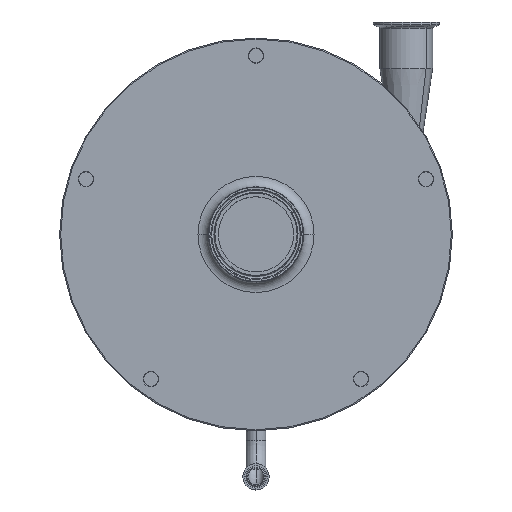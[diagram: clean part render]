
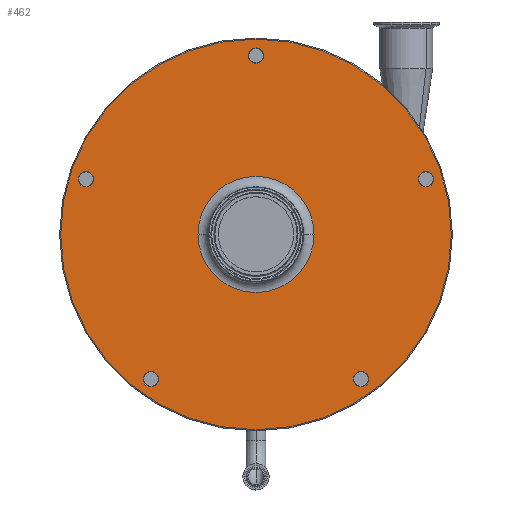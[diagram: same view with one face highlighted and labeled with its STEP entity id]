
A CAD part, top view. The second image highlights one B-rep face of the part: STEP entity #462.
In plain terms, the highlighted planar face has unit normal (0, 0, 1).
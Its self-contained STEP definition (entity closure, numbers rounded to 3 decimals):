
#69 = DIRECTION ( 'NONE',  ( 0., -1., 0. ) ) ;
#105 = EDGE_CURVE ( 'NONE', #5116, #1078, #2573, .T. ) ;
#121 = VERTEX_POINT ( 'NONE', #4743 ) ;
#227 = DIRECTION ( 'NONE',  ( 0., -1., 0. ) ) ;
#271 = AXIS2_PLACEMENT_3D ( 'NONE', #536, #466, #574 ) ;
#339 = ORIENTED_EDGE ( 'NONE', *, *, #543, .F. ) ;
#462 = ADVANCED_FACE ( 'NONE', ( #4057, #6281, #1235, #3512, #5728, #695, #4652 ), #6880, .F. ) ;
#466 = DIRECTION ( 'NONE',  ( 0., 0., 1. ) ) ;
#493 = AXIS2_PLACEMENT_3D ( 'NONE', #1110, #2791, #4573 ) ;
#536 = CARTESIAN_POINT ( 'NONE',  ( 0., 0., 29.5 ) ) ;
#543 = EDGE_CURVE ( 'NONE', #121, #5646, #6579, .T. ) ;
#572 = CARTESIAN_POINT ( 'NONE',  ( -56., 0., 29.5 ) ) ;
#574 = DIRECTION ( 'NONE',  ( -1., 0., 0. ) ) ;
#584 = ORIENTED_EDGE ( 'NONE', *, *, #105, .T. ) ;
#662 = CIRCLE ( 'NONE', #1487, 7.5 ) ;
#678 = CARTESIAN_POINT ( 'NONE',  ( 0., 0., 29.5 ) ) ;
#695 = FACE_OUTER_BOUND ( 'NONE', #3888, .T. ) ;
#707 = ORIENTED_EDGE ( 'NONE', *, *, #2463, .F. ) ;
#728 = ORIENTED_EDGE ( 'NONE', *, *, #4476, .F. ) ;
#873 = CARTESIAN_POINT ( 'NONE',  ( 101.393, -147.055, 29.5 ) ) ;
#1078 = VERTEX_POINT ( 'NONE', #572 ) ;
#1110 = CARTESIAN_POINT ( 'NONE',  ( 101.393, -139.555, 29.5 ) ) ;
#1119 = ORIENTED_EDGE ( 'NONE', *, *, #6702, .F. ) ;
#1146 = DIRECTION ( 'NONE',  ( 0., -1., 0. ) ) ;
#1199 = CARTESIAN_POINT ( 'NONE',  ( -101.393, -139.555, 29.5 ) ) ;
#1235 = FACE_BOUND ( 'NONE', #3144, .T. ) ;
#1270 = DIRECTION ( 'NONE',  ( 0., 0., -1. ) ) ;
#1390 = DIRECTION ( 'NONE',  ( -1., 0., 0. ) ) ;
#1417 = VERTEX_POINT ( 'NONE', #6024 ) ;
#1468 = AXIS2_PLACEMENT_3D ( 'NONE', #3340, #6759, #1146 ) ;
#1487 = AXIS2_PLACEMENT_3D ( 'NONE', #1199, #2358, #2917 ) ;
#1554 = ORIENTED_EDGE ( 'NONE', *, *, #2894, .T. ) ;
#1770 = DIRECTION ( 'NONE',  ( 0., 0., 1. ) ) ;
#1786 = EDGE_CURVE ( 'NONE', #2396, #4634, #3677, .T. ) ;
#1828 = CARTESIAN_POINT ( 'NONE',  ( 0., 189.5, 29.5 ) ) ;
#1854 = VERTEX_POINT ( 'NONE', #3889 ) ;
#1870 = DIRECTION ( 'NONE',  ( 0., 0., 1. ) ) ;
#1998 = EDGE_LOOP ( 'NONE', ( #6292, #584 ) ) ;
#2006 = AXIS2_PLACEMENT_3D ( 'NONE', #6572, #3689, #2100 ) ;
#2051 = CIRCLE ( 'NONE', #6144, 188.5 ) ;
#2100 = DIRECTION ( 'NONE',  ( 1., 0., 0. ) ) ;
#2282 = CIRCLE ( 'NONE', #4193, 7.5 ) ;
#2294 = EDGE_LOOP ( 'NONE', ( #2677, #1119 ) ) ;
#2296 = CARTESIAN_POINT ( 'NONE',  ( 0., 0., 29.5 ) ) ;
#2346 = DIRECTION ( 'NONE',  ( 0., 0., 1. ) ) ;
#2358 = DIRECTION ( 'NONE',  ( 0., 0., 1. ) ) ;
#2371 = EDGE_LOOP ( 'NONE', ( #728, #3088 ) ) ;
#2373 = DIRECTION ( 'NONE',  ( -1., 0., 0. ) ) ;
#2396 = VERTEX_POINT ( 'NONE', #2983 ) ;
#2398 = DIRECTION ( 'NONE',  ( 0., 0., 1. ) ) ;
#2402 = AXIS2_PLACEMENT_3D ( 'NONE', #6226, #5792, #4523 ) ;
#2463 = EDGE_CURVE ( 'NONE', #5445, #5911, #6122, .T. ) ;
#2540 = AXIS2_PLACEMENT_3D ( 'NONE', #2900, #1770, #6900 ) ;
#2573 = CIRCLE ( 'NONE', #5856, 56. ) ;
#2677 = ORIENTED_EDGE ( 'NONE', *, *, #3954, .F. ) ;
#2684 = CARTESIAN_POINT ( 'NONE',  ( 0., 0., 29.5 ) ) ;
#2760 = CIRCLE ( 'NONE', #2540, 7.5 ) ;
#2791 = DIRECTION ( 'NONE',  ( 0., 0., 1. ) ) ;
#2868 = CARTESIAN_POINT ( 'NONE',  ( 101.393, -139.555, 29.5 ) ) ;
#2894 = EDGE_CURVE ( 'NONE', #5708, #5582, #2051, .T. ) ;
#2900 = CARTESIAN_POINT ( 'NONE',  ( 164.057, 53.305, 29.5 ) ) ;
#2917 = DIRECTION ( 'NONE',  ( 0., -1., 0. ) ) ;
#2929 = DIRECTION ( 'NONE',  ( 0., 0., -1. ) ) ;
#2983 = CARTESIAN_POINT ( 'NONE',  ( 101.393, -132.055, 29.5 ) ) ;
#3088 = ORIENTED_EDGE ( 'NONE', *, *, #3422, .F. ) ;
#3144 = EDGE_LOOP ( 'NONE', ( #4238, #5233 ) ) ;
#3340 = CARTESIAN_POINT ( 'NONE',  ( -101.393, -139.555, 29.5 ) ) ;
#3422 = EDGE_CURVE ( 'NONE', #1417, #1854, #4663, .T. ) ;
#3454 = AXIS2_PLACEMENT_3D ( 'NONE', #5690, #6945, #227 ) ;
#3475 = CARTESIAN_POINT ( 'NONE',  ( -164.057, 53.305, 29.5 ) ) ;
#3499 = EDGE_CURVE ( 'NONE', #4634, #2396, #2282, .T. ) ;
#3512 = FACE_BOUND ( 'NONE', #2294, .T. ) ;
#3602 = CARTESIAN_POINT ( 'NONE',  ( -7.5, 172.5, 29.5 ) ) ;
#3677 = CIRCLE ( 'NONE', #493, 7.5 ) ;
#3689 = DIRECTION ( 'NONE',  ( 0., 0., 1. ) ) ;
#3888 = EDGE_LOOP ( 'NONE', ( #4736, #1554 ) ) ;
#3889 = CARTESIAN_POINT ( 'NONE',  ( -101.393, -147.055, 29.5 ) ) ;
#3912 = CARTESIAN_POINT ( 'NONE',  ( 56., 0., 29.5 ) ) ;
#3954 = EDGE_CURVE ( 'NONE', #4716, #5394, #2760, .T. ) ;
#3959 = AXIS2_PLACEMENT_3D ( 'NONE', #3475, #2398, #5695 ) ;
#3984 = CARTESIAN_POINT ( 'NONE',  ( -164.057, 60.805, 29.5 ) ) ;
#4028 = DIRECTION ( 'NONE',  ( -1., 0., 0. ) ) ;
#4057 = FACE_BOUND ( 'NONE', #6545, .T. ) ;
#4193 = AXIS2_PLACEMENT_3D ( 'NONE', #2868, #2346, #69 ) ;
#4238 = ORIENTED_EDGE ( 'NONE', *, *, #3499, .F. ) ;
#4262 = CIRCLE ( 'NONE', #271, 188.5 ) ;
#4476 = EDGE_CURVE ( 'NONE', #1854, #1417, #662, .T. ) ;
#4509 = DIRECTION ( 'NONE',  ( 0., 0., 1. ) ) ;
#4520 = CARTESIAN_POINT ( 'NONE',  ( 164.057, 45.805, 29.5 ) ) ;
#4523 = DIRECTION ( 'NONE',  ( 1., 0., 0. ) ) ;
#4555 = EDGE_CURVE ( 'NONE', #5911, #5445, #6174, .T. ) ;
#4573 = DIRECTION ( 'NONE',  ( 0., -1., 0. ) ) ;
#4634 = VERTEX_POINT ( 'NONE', #873 ) ;
#4652 = FACE_BOUND ( 'NONE', #1998, .T. ) ;
#4663 = CIRCLE ( 'NONE', #1468, 7.5 ) ;
#4716 = VERTEX_POINT ( 'NONE', #4520 ) ;
#4728 = CARTESIAN_POINT ( 'NONE',  ( 164.057, 60.805, 29.5 ) ) ;
#4729 = DIRECTION ( 'NONE',  ( 0., -1., 0. ) ) ;
#4736 = ORIENTED_EDGE ( 'NONE', *, *, #4739, .T. ) ;
#4739 = EDGE_CURVE ( 'NONE', #5582, #5708, #4262, .T. ) ;
#4743 = CARTESIAN_POINT ( 'NONE',  ( 7.5, 172.5, 29.5 ) ) ;
#4755 = ORIENTED_EDGE ( 'NONE', *, *, #5535, .F. ) ;
#5116 = VERTEX_POINT ( 'NONE', #3912 ) ;
#5233 = ORIENTED_EDGE ( 'NONE', *, *, #1786, .F. ) ;
#5255 = CIRCLE ( 'NONE', #6755, 56. ) ;
#5369 = AXIS2_PLACEMENT_3D ( 'NONE', #6920, #1870, #4729 ) ;
#5394 = VERTEX_POINT ( 'NONE', #4728 ) ;
#5445 = VERTEX_POINT ( 'NONE', #5849 ) ;
#5535 = EDGE_CURVE ( 'NONE', #5646, #121, #5671, .T. ) ;
#5569 = ORIENTED_EDGE ( 'NONE', *, *, #4555, .F. ) ;
#5582 = VERTEX_POINT ( 'NONE', #5642 ) ;
#5642 = CARTESIAN_POINT ( 'NONE',  ( -188.5, 0., 29.5 ) ) ;
#5646 = VERTEX_POINT ( 'NONE', #3602 ) ;
#5671 = CIRCLE ( 'NONE', #2402, 7.5 ) ;
#5690 = CARTESIAN_POINT ( 'NONE',  ( -164.057, 53.305, 29.5 ) ) ;
#5695 = DIRECTION ( 'NONE',  ( 0., -1., 0. ) ) ;
#5708 = VERTEX_POINT ( 'NONE', #7042 ) ;
#5728 = FACE_BOUND ( 'NONE', #7236, .T. ) ;
#5759 = AXIS2_PLACEMENT_3D ( 'NONE', #1828, #1270, #5764 ) ;
#5764 = DIRECTION ( 'NONE',  ( -1., 0., 0. ) ) ;
#5792 = DIRECTION ( 'NONE',  ( 0., 0., 1. ) ) ;
#5849 = CARTESIAN_POINT ( 'NONE',  ( -164.057, 45.805, 29.5 ) ) ;
#5856 = AXIS2_PLACEMENT_3D ( 'NONE', #678, #2929, #2373 ) ;
#5911 = VERTEX_POINT ( 'NONE', #3984 ) ;
#5980 = DIRECTION ( 'NONE',  ( 0., 0., -1. ) ) ;
#6024 = CARTESIAN_POINT ( 'NONE',  ( -101.393, -132.055, 29.5 ) ) ;
#6122 = CIRCLE ( 'NONE', #3454, 7.5 ) ;
#6136 = EDGE_CURVE ( 'NONE', #1078, #5116, #5255, .T. ) ;
#6144 = AXIS2_PLACEMENT_3D ( 'NONE', #2296, #4509, #4028 ) ;
#6174 = CIRCLE ( 'NONE', #3959, 7.5 ) ;
#6226 = CARTESIAN_POINT ( 'NONE',  ( 0., 172.5, 29.5 ) ) ;
#6281 = FACE_BOUND ( 'NONE', #2371, .T. ) ;
#6292 = ORIENTED_EDGE ( 'NONE', *, *, #6136, .T. ) ;
#6404 = CIRCLE ( 'NONE', #5369, 7.5 ) ;
#6545 = EDGE_LOOP ( 'NONE', ( #707, #5569 ) ) ;
#6572 = CARTESIAN_POINT ( 'NONE',  ( 0., 172.5, 29.5 ) ) ;
#6579 = CIRCLE ( 'NONE', #2006, 7.5 ) ;
#6702 = EDGE_CURVE ( 'NONE', #5394, #4716, #6404, .T. ) ;
#6755 = AXIS2_PLACEMENT_3D ( 'NONE', #2684, #5980, #1390 ) ;
#6759 = DIRECTION ( 'NONE',  ( 0., 0., 1. ) ) ;
#6880 = PLANE ( 'NONE',  #5759 ) ;
#6900 = DIRECTION ( 'NONE',  ( 0., -1., 0. ) ) ;
#6920 = CARTESIAN_POINT ( 'NONE',  ( 164.057, 53.305, 29.5 ) ) ;
#6945 = DIRECTION ( 'NONE',  ( 0., 0., 1. ) ) ;
#7042 = CARTESIAN_POINT ( 'NONE',  ( 188.5, 0., 29.5 ) ) ;
#7236 = EDGE_LOOP ( 'NONE', ( #339, #4755 ) ) ;
